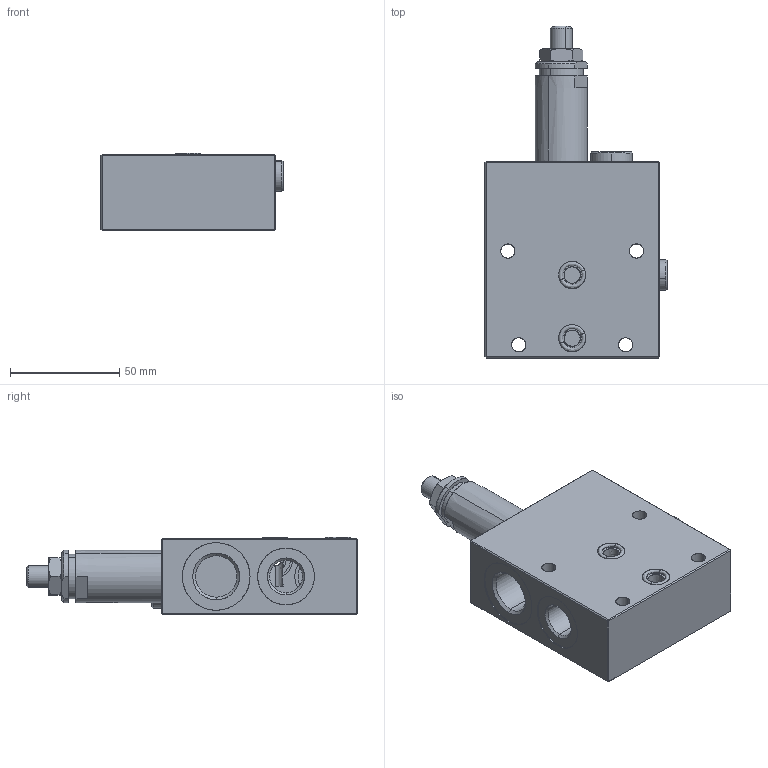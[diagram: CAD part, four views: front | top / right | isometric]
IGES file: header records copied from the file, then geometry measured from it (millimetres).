
Start section: SolidWorks IGES file using analytic representation for surfaces
Global section: file name: FE10S35----1.igs; native system: SolidWorks 2014; preprocessor: SolidWorks 2014; author: serviziopdm; date: 151027.160046; units: millimetre
Bounding box: 83.5 x 152.25 x 35.43 mm (x, y, z)
Surface area: 37965 mm2 (no closed solid volume)
Topology: 0 solids, 0 shells, 160 faces, 2546 edges, 2546 vertices
Faces by surface type: bspline 85, revolution 75
